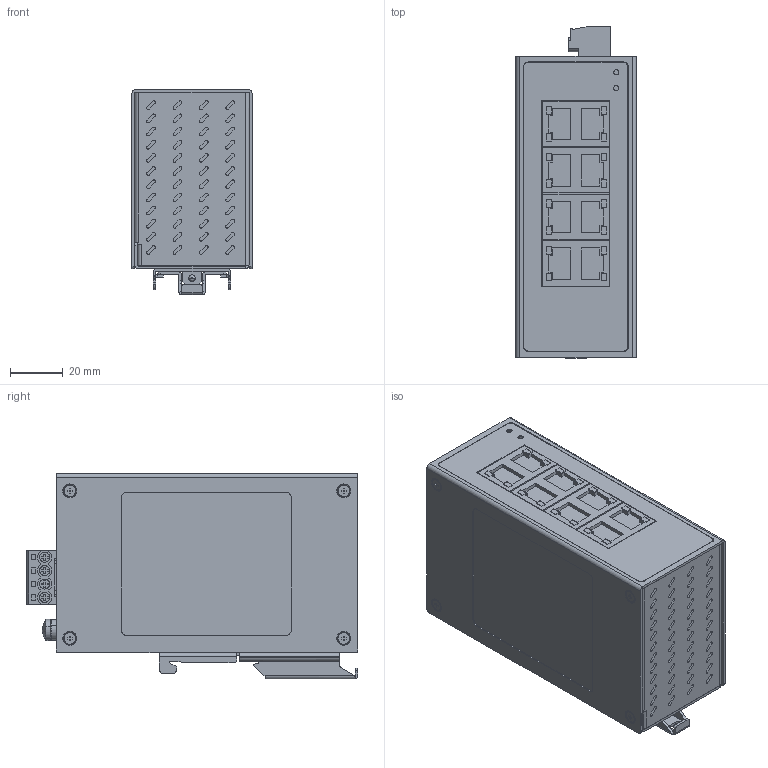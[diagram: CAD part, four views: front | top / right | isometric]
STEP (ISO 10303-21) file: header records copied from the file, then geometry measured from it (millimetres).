
FILE_DESCRIPTION (( 'STEP AP214' ), '1' );
FILE_NAME ('SX5E-HU085B_rev0.0.STEP', '2021-04-14T08:22:18', ( '' ), ( '' ), 'SwSTEP 2.0', 'SolidWorks 2019', '' );
FILE_SCHEMA (( 'AUTOMOTIVE_DESIGN' ));
Length unit declared in the file: millimetre
Products named in the file (3): SX5E-HU085B_rev0.0; SX5E-HU085B_蹬怮椔; SX5E-HU085B-RAIL-LEVER_蹬怮椔
Assembly tree (2 placements, depth 2):
  SX5E-HU085B_rev0.0
    SX5E-HU085B_蹬怮椔
    SX5E-HU085B-RAIL-LEVER_蹬怮椔
Bounding box: 45.6 x 125.96 x 78.01 mm (x, y, z)
Volume: 352852.1 mm3; surface area: 62854.8 mm2
Topology: 2 solids, 31 shells, 1606 faces, 4387 edges, 2887 vertices
Faces by surface type: plane 993, cylinder 455, cone 82, bspline 74, torus 2
Entity records: 56612 total; most frequent: CARTESIAN_POINT 15672, ORIENTED_EDGE 8766, DIRECTION 8116, EDGE_CURVE 4383, LINE 3044, VECTOR 3044, VERTEX_POINT 2885, AXIS2_PLACEMENT_3D 2536
